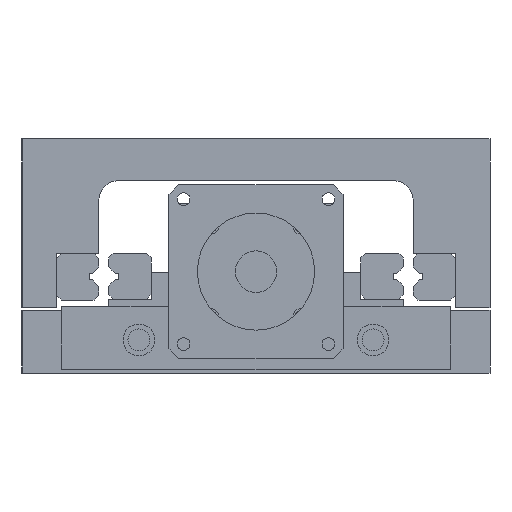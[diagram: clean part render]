
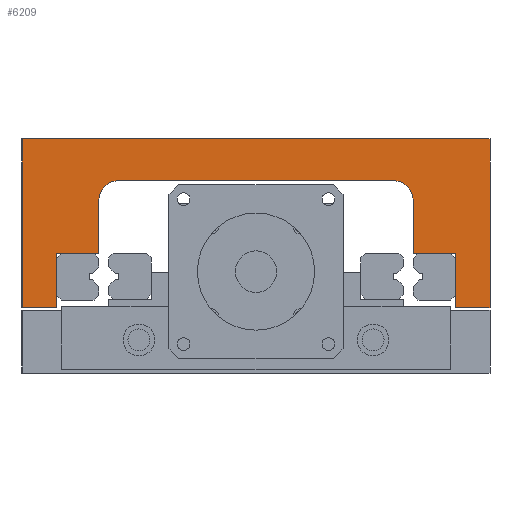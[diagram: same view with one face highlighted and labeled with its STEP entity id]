
A CAD part, front view. The second image highlights one B-rep face of the part: STEP entity #6209.
In plain terms, the highlighted planar face has unit normal (0, -1, 0).
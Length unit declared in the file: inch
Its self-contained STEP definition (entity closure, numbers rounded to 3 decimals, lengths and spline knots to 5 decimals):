
#5663=CARTESIAN_POINT('',(-2.558,-4.0,-1.08));
#5664=VERTEX_POINT('',#5663);
#5671=CARTESIAN_POINT('',(-2.998,-4.0,-1.08));
#5672=VERTEX_POINT('',#5671);
#5673=CARTESIAN_POINT('',(-2.998,-4.0,-1.08));
#5674=DIRECTION('',(1.0,0.0,0.0));
#5675=VECTOR('',#5674,0.44);
#5676=LINE('',#5673,#5675);
#5677=EDGE_CURVE('',#5672,#5664,#5676,.T.);
#5694=CARTESIAN_POINT('',(-2.558,-4.0,-0.391));
#5695=VERTEX_POINT('',#5694);
#5702=CARTESIAN_POINT('',(-2.558,-4.0,-1.08));
#5703=DIRECTION('',(0.0,0.0,1.0));
#5704=VECTOR('',#5703,0.689);
#5705=LINE('',#5702,#5704);
#5706=EDGE_CURVE('',#5664,#5695,#5705,.T.);
#5718=CARTESIAN_POINT('',(-2.013,-4.0,-0.391));
#5719=VERTEX_POINT('',#5718);
#5726=CARTESIAN_POINT('',(-2.558,-4.0,-0.391));
#5727=DIRECTION('',(1.0,0.0,0.0));
#5728=VECTOR('',#5727,0.545);
#5729=LINE('',#5726,#5728);
#5730=EDGE_CURVE('',#5695,#5719,#5729,.T.);
#5742=CARTESIAN_POINT('',(-2.013,-4.0,0.29447));
#5743=VERTEX_POINT('',#5742);
#5750=CARTESIAN_POINT('',(-2.013,-4.0,-0.391));
#5751=DIRECTION('',(0.0,0.0,1.0));
#5752=VECTOR('',#5751,0.68547);
#5753=LINE('',#5750,#5752);
#5754=EDGE_CURVE('',#5719,#5743,#5753,.T.);
#5766=CARTESIAN_POINT('',(-1.763,-4.0,0.54447));
#5767=VERTEX_POINT('',#5766);
#5774=CARTESIAN_POINT('',(-1.763,-4.0,0.29447));
#5775=DIRECTION('',(0.0,1.0,0.0));
#5776=DIRECTION('',(0.0,0.0,-1.0));
#5777=AXIS2_PLACEMENT_3D('',#5774,#5775,#5776);
#5778=CIRCLE('',#5777,0.25);
#5779=EDGE_CURVE('',#5743,#5767,#5778,.T.);
#5791=CARTESIAN_POINT('',(1.763,-4.0,0.54447));
#5792=VERTEX_POINT('',#5791);
#5799=CARTESIAN_POINT('',(-1.763,-4.0,0.54447));
#5800=DIRECTION('',(1.0,0.0,0.0));
#5801=VECTOR('',#5800,3.526);
#5802=LINE('',#5799,#5801);
#5803=EDGE_CURVE('',#5767,#5792,#5802,.T.);
#5911=CARTESIAN_POINT('',(2.013,-4.0,0.29447));
#5912=VERTEX_POINT('',#5911);
#5919=CARTESIAN_POINT('',(1.763,-4.0,0.29447));
#5920=DIRECTION('',(0.0,1.0,0.0));
#5921=DIRECTION('',(-1.0,0.0,0.0));
#5922=AXIS2_PLACEMENT_3D('',#5919,#5920,#5921);
#5923=CIRCLE('',#5922,0.25);
#5924=EDGE_CURVE('',#5792,#5912,#5923,.T.);
#5936=CARTESIAN_POINT('',(2.013,-4.0,-0.391));
#5937=VERTEX_POINT('',#5936);
#5944=CARTESIAN_POINT('',(2.013,-4.0,0.29447));
#5945=DIRECTION('',(0.0,0.0,-1.0));
#5946=VECTOR('',#5945,0.68547);
#5947=LINE('',#5944,#5946);
#5948=EDGE_CURVE('',#5912,#5937,#5947,.T.);
#5960=CARTESIAN_POINT('',(2.558,-4.0,-0.391));
#5961=VERTEX_POINT('',#5960);
#5968=CARTESIAN_POINT('',(2.013,-4.0,-0.391));
#5969=DIRECTION('',(1.0,0.0,0.0));
#5970=VECTOR('',#5969,0.545);
#5971=LINE('',#5968,#5970);
#5972=EDGE_CURVE('',#5937,#5961,#5971,.T.);
#5984=CARTESIAN_POINT('',(2.558,-4.0,-1.08));
#5985=VERTEX_POINT('',#5984);
#5992=CARTESIAN_POINT('',(2.558,-4.0,-0.391));
#5993=DIRECTION('',(0.0,0.0,-1.0));
#5994=VECTOR('',#5993,0.689);
#5995=LINE('',#5992,#5994);
#5996=EDGE_CURVE('',#5961,#5985,#5995,.T.);
#6008=CARTESIAN_POINT('',(2.998,-4.0,-1.08));
#6009=VERTEX_POINT('',#6008);
#6016=CARTESIAN_POINT('',(2.558,-4.0,-1.08));
#6017=DIRECTION('',(1.0,0.0,0.0));
#6018=VECTOR('',#6017,0.44);
#6019=LINE('',#6016,#6018);
#6020=EDGE_CURVE('',#5985,#6009,#6019,.T.);
#6032=CARTESIAN_POINT('',(2.998,-4.0,1.08));
#6033=VERTEX_POINT('',#6032);
#6040=CARTESIAN_POINT('',(2.998,-4.0,-1.08));
#6041=DIRECTION('',(0.0,0.0,1.0));
#6042=VECTOR('',#6041,2.16);
#6043=LINE('',#6040,#6042);
#6044=EDGE_CURVE('',#6009,#6033,#6043,.T.);
#6056=CARTESIAN_POINT('',(-2.998,-4.0,1.08));
#6057=VERTEX_POINT('',#6056);
#6064=CARTESIAN_POINT('',(2.998,-4.0,1.08));
#6065=DIRECTION('',(-1.0,0.0,0.0));
#6066=VECTOR('',#6065,5.996);
#6067=LINE('',#6064,#6066);
#6068=EDGE_CURVE('',#6033,#6057,#6067,.T.);
#6177=CARTESIAN_POINT('',(-2.998,-4.0,1.08));
#6178=DIRECTION('',(0.0,0.0,-1.0));
#6179=VECTOR('',#6178,2.16);
#6180=LINE('',#6177,#6179);
#6181=EDGE_CURVE('',#6057,#5672,#6180,.T.);
#6188=CARTESIAN_POINT('',(0.,-4.,0.32527));
#6189=DIRECTION('',(0.0,1.0,0.0));
#6190=DIRECTION('',(0.0,0.0,1.0));
#6191=AXIS2_PLACEMENT_3D('',#6188,#6189,#6190);
#6192=PLANE('',#6191);
#6193=ORIENTED_EDGE('',*,*,#6181,.T.);
#6194=ORIENTED_EDGE('',*,*,#5677,.T.);
#6195=ORIENTED_EDGE('',*,*,#5706,.T.);
#6196=ORIENTED_EDGE('',*,*,#5730,.T.);
#6197=ORIENTED_EDGE('',*,*,#5754,.T.);
#6198=ORIENTED_EDGE('',*,*,#5779,.T.);
#6199=ORIENTED_EDGE('',*,*,#5803,.T.);
#6200=ORIENTED_EDGE('',*,*,#5924,.T.);
#6201=ORIENTED_EDGE('',*,*,#5948,.T.);
#6202=ORIENTED_EDGE('',*,*,#5972,.T.);
#6203=ORIENTED_EDGE('',*,*,#5996,.T.);
#6204=ORIENTED_EDGE('',*,*,#6020,.T.);
#6205=ORIENTED_EDGE('',*,*,#6044,.T.);
#6206=ORIENTED_EDGE('',*,*,#6068,.T.);
#6207=EDGE_LOOP('',(#6193,#6194,#6195,#6196,#6197,#6198,#6199,#6200,#6201,#6202,#6203,#6204,#6205,#6206));
#6208=FACE_OUTER_BOUND('',#6207,.T.);
#6209=ADVANCED_FACE('',(#6208),#6192,.F.);
